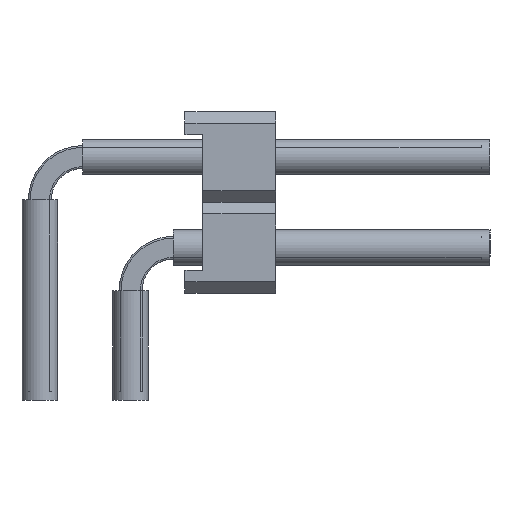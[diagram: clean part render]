
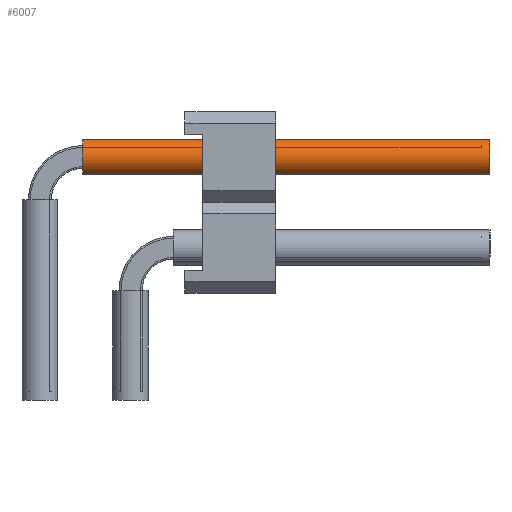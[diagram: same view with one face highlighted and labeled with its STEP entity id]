
A CAD part, left-side view. The second image highlights one B-rep face of the part: STEP entity #6007.
In plain terms, the highlighted cylindrical face has radius 0.5 mm (diameter 1 mm), a full revolution.
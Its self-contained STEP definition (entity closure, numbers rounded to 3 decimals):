
#3296=ORIENTED_EDGE('',*,*,#4152,.F.);
#3297=ORIENTED_EDGE('',*,*,#4153,.T.);
#4152=EDGE_CURVE('',#4720,#4720,#4920,.T.);
#4153=EDGE_CURVE('',#4721,#4721,#4921,.T.);
#4720=VERTEX_POINT('',#10077);
#4721=VERTEX_POINT('',#10079);
#4920=CIRCLE('',#6606,0.5);
#4921=CIRCLE('',#6607,0.5);
#5262=EDGE_LOOP('',(#3296));
#5263=EDGE_LOOP('',(#3297));
#5604=FACE_BOUND('',#5262,.T.);
#5605=FACE_BOUND('',#5263,.T.);
#5709=CYLINDRICAL_SURFACE('',#6605,0.5);
#6007=ADVANCED_FACE('',(#5604,#5605),#5709,.F.);
#6605=AXIS2_PLACEMENT_3D('',#10075,#8312,#8313);
#6606=AXIS2_PLACEMENT_3D('',#10076,#8314,#8315);
#6607=AXIS2_PLACEMENT_3D('',#10078,#8316,#8317);
#8312=DIRECTION('',(1.,0.,0.));
#8313=DIRECTION('',(0.,0.,-1.));
#8314=DIRECTION('',(-1.,0.,0.));
#8315=DIRECTION('',(0.,0.,1.));
#8316=DIRECTION('',(-1.,0.,0.));
#8317=DIRECTION('',(0.,0.,1.));
#10075=CARTESIAN_POINT('',(1.2,0.,6.81));
#10076=CARTESIAN_POINT('',(12.6,0.,6.81));
#10077=CARTESIAN_POINT('',(12.6,0.,7.31));
#10078=CARTESIAN_POINT('',(1.2,0.,6.81));
#10079=CARTESIAN_POINT('',(1.2,0.,7.31));
